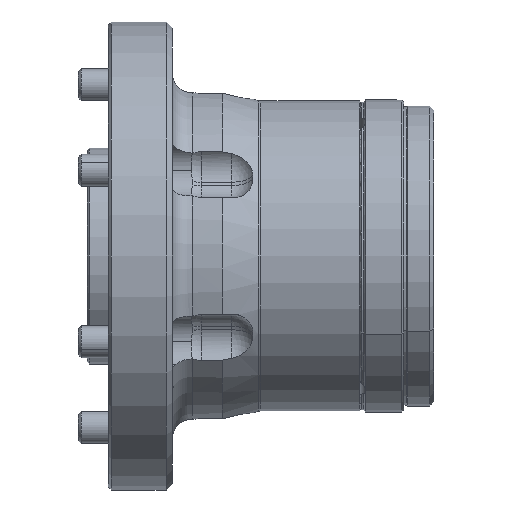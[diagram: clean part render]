
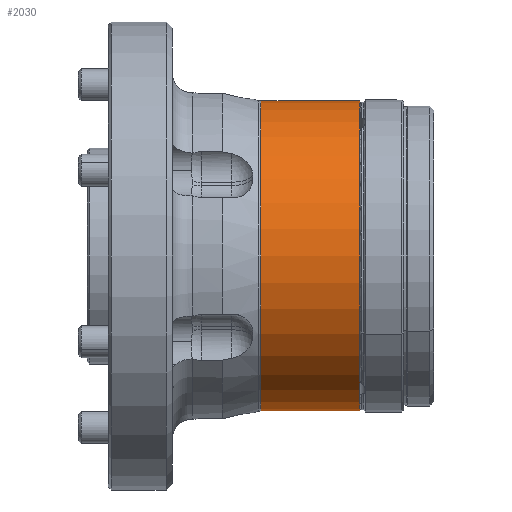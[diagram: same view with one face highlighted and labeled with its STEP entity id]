
A CAD part, front view. The second image highlights one B-rep face of the part: STEP entity #2030.
In plain terms, the highlighted cylindrical face has radius 77.5 mm (diameter 155 mm), a partial arc.
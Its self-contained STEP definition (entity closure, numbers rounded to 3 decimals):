
#1314 = DIRECTION ( 'NONE',  ( -1., 0., 0. ) ) ;
#1434 = EDGE_LOOP ( 'NONE', ( #9506, #7316, #4126, #8418 ) ) ;
#1776 = VERTEX_POINT ( 'NONE', #6653 ) ;
#1781 = FACE_OUTER_BOUND ( 'NONE', #1434, .T. ) ;
#1973 = CARTESIAN_POINT ( 'NONE',  ( 76.319, 0., -77.5 ) ) ;
#2013 = AXIS2_PLACEMENT_3D ( 'NONE', #8059, #2706, #8940 ) ;
#2030 = ADVANCED_FACE ( 'NONE', ( #1781 ), #10558, .T. ) ;
#2706 = DIRECTION ( 'NONE',  ( 1., 0., 0. ) ) ;
#2801 = VERTEX_POINT ( 'NONE', #11092 ) ;
#2842 = CARTESIAN_POINT ( 'NONE',  ( 0., 0., -77.5 ) ) ;
#3657 = VERTEX_POINT ( 'NONE', #1973 ) ;
#3718 = EDGE_CURVE ( 'NONE', #1776, #2801, #10661, .T. ) ;
#3745 = DIRECTION ( 'NONE',  ( -1., 0., 0. ) ) ;
#4126 = ORIENTED_EDGE ( 'NONE', *, *, #10026, .T. ) ;
#5236 = AXIS2_PLACEMENT_3D ( 'NONE', #10907, #6815, #6485 ) ;
#6267 = EDGE_CURVE ( 'NONE', #1776, #3657, #7785, .T. ) ;
#6485 = DIRECTION ( 'NONE',  ( 0., 0., 1. ) ) ;
#6545 = CARTESIAN_POINT ( 'NONE',  ( 125.8, 0., 0. ) ) ;
#6653 = CARTESIAN_POINT ( 'NONE',  ( 125.8, 0., -77.5 ) ) ;
#6800 = LINE ( 'NONE', #10926, #11166 ) ;
#6815 = DIRECTION ( 'NONE',  ( -1., 0., 0. ) ) ;
#7137 = AXIS2_PLACEMENT_3D ( 'NONE', #6545, #1314, #7482 ) ;
#7316 = ORIENTED_EDGE ( 'NONE', *, *, #3718, .T. ) ;
#7457 = CIRCLE ( 'NONE', #2013, 77.5 ) ;
#7482 = DIRECTION ( 'NONE',  ( 0., 0., 1. ) ) ;
#7495 = VECTOR ( 'NONE', #3745, 1000. ) ;
#7785 = LINE ( 'NONE', #2842, #7495 ) ;
#8059 = CARTESIAN_POINT ( 'NONE',  ( 76.319, 0., 0. ) ) ;
#8205 = EDGE_CURVE ( 'NONE', #9216, #3657, #7457, .T. ) ;
#8418 = ORIENTED_EDGE ( 'NONE', *, *, #8205, .T. ) ;
#8940 = DIRECTION ( 'NONE',  ( 0., 0., 1. ) ) ;
#9216 = VERTEX_POINT ( 'NONE', #10446 ) ;
#9506 = ORIENTED_EDGE ( 'NONE', *, *, #6267, .F. ) ;
#10026 = EDGE_CURVE ( 'NONE', #2801, #9216, #6800, .T. ) ;
#10091 = DIRECTION ( 'NONE',  ( -1., 0., 0. ) ) ;
#10446 = CARTESIAN_POINT ( 'NONE',  ( 76.319, 0., 77.5 ) ) ;
#10558 = CYLINDRICAL_SURFACE ( 'NONE', #5236, 77.5 ) ;
#10661 = CIRCLE ( 'NONE', #7137, 77.5 ) ;
#10907 = CARTESIAN_POINT ( 'NONE',  ( 0., 0., 0. ) ) ;
#10926 = CARTESIAN_POINT ( 'NONE',  ( 0., 0., 77.5 ) ) ;
#11092 = CARTESIAN_POINT ( 'NONE',  ( 125.8, 0., 77.5 ) ) ;
#11166 = VECTOR ( 'NONE', #10091, 1000. ) ;
